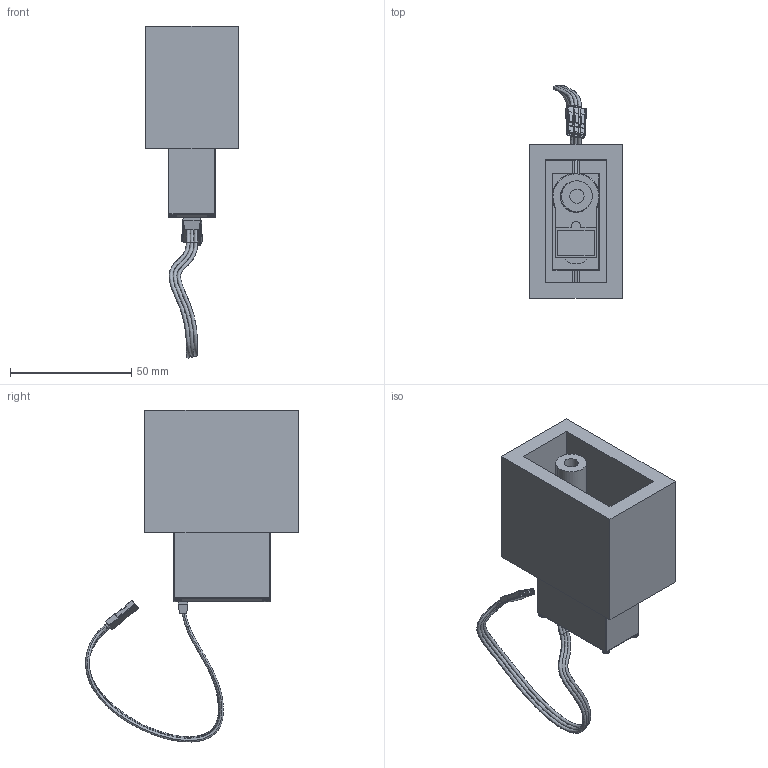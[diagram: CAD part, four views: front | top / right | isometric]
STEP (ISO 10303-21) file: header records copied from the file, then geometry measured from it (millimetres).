
FILE_DESCRIPTION (( 'STEP AP214' ), '1' );
FILE_NAME ('Motor_Mount_Assembly.STEP', '2023-05-11T19:30:33', ( '' ), ( '' ), 'SwSTEP 2.0', 'SolidWorks 2022', '' );
FILE_SCHEMA (( 'AUTOMOTIVE_DESIGN' ));
Length unit declared in the file: inch
Products named in the file (5): TZT MG 996R Servo Motor_預設; Shaft-side Adapter; Motor-side Adapter; MG996R Servo Mount Tight Tolerance (Recommended); Motor_Mount_Assembly
Assembly tree (4 placements, depth 2):
  Motor_Mount_Assembly
    MG996R Servo Mount Tight Tolerance (Recommended)
    TZT MG 996R Servo Motor_預設
    Motor-side Adapter
    Shaft-side Adapter
Bounding box: 38.1 x 88.01 x 137.14 mm (x, y, z)
Volume: 95975.2 mm3; surface area: 34490.4 mm2
Topology: 15 solids, 15 shells, 894 faces, 2363 edges, 1476 vertices
Faces by surface type: plane 496, cylinder 246, bspline 70, sphere 41, torus 25, cone 16
Entity records: 34550 total; most frequent: CARTESIAN_POINT 11392, ORIENTED_EDGE 4648, DIRECTION 4254, EDGE_CURVE 2324, AXIS2_PLACEMENT_3D 1478, VERTEX_POINT 1470, LINE 1298, VECTOR 1298
